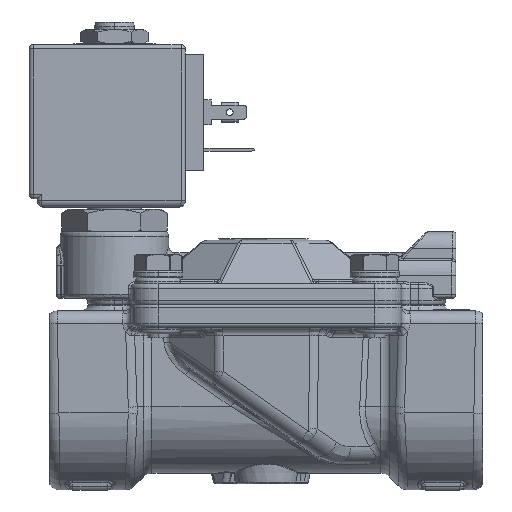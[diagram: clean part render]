
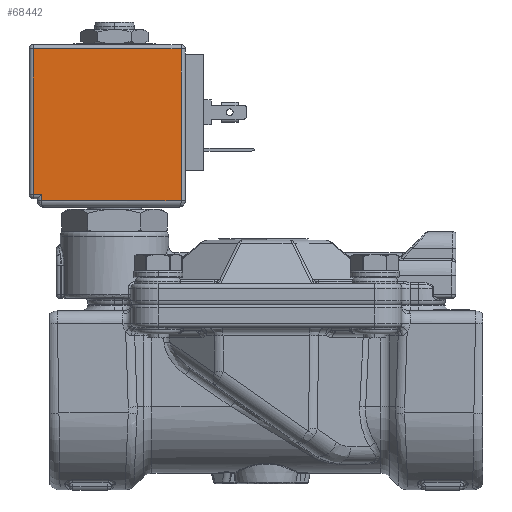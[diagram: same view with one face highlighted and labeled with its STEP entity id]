
A CAD part, front view. The second image highlights one B-rep face of the part: STEP entity #68442.
In plain terms, the highlighted face is planar.
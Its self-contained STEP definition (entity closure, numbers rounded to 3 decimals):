
#65847=DIRECTION('',(0.,-1.,0.));
#65848=VECTOR('',#65847,36.5);
#65849=CARTESIAN_POINT('',(-16.,33.,-15.));
#65850=LINE('',#65849,#65848);
#65854=DIRECTION('',(-1.,0.,0.));
#65855=VECTOR('',#65854,33.5);
#65856=CARTESIAN_POINT('',(17.5,-3.5,
-15.));
#65857=LINE('',#65856,#65855);
#65861=DIRECTION('',(0.,-1.,0.));
#65862=VECTOR('',#65861,1.5);
#65863=CARTESIAN_POINT('',(17.5,-2.,-15.));
#65864=LINE('',#65863,#65862);
#65868=DIRECTION('',(-1.,0.,0.));
#65869=VECTOR('',#65868,2.);
#65870=CARTESIAN_POINT('',(19.5,-2.,-15.));
#65871=LINE('',#65870,#65869);
#65875=DIRECTION('',(0.,-1.,0.));
#65876=VECTOR('',#65875,35.);
#65877=CARTESIAN_POINT('',(19.5,33.,-15.));
#65878=LINE('',#65877,#65876);
#65882=DIRECTION('',(1.,0.,0.));
#65883=VECTOR('',#65882,35.5);
#65884=CARTESIAN_POINT('',(-16.,33.,-15.));
#65885=LINE('',#65884,#65883);
#67938=CARTESIAN_POINT('',(-16.,33.,-15.));
#67939=CARTESIAN_POINT('',(-16.,-3.5,
-15.));
#67940=VERTEX_POINT('',#67938);
#67941=VERTEX_POINT('',#67939);
#67956=CARTESIAN_POINT('',(17.5,-3.5,
-15.));
#67957=VERTEX_POINT('',#67956);
#67984=CARTESIAN_POINT('',(19.5,33.,-15.));
#67985=VERTEX_POINT('',#67984);
#67986=CARTESIAN_POINT('',(19.5,-2.,-15.));
#67987=VERTEX_POINT('',#67986);
#67992=CARTESIAN_POINT('',(17.5,-2.,-15.));
#67993=VERTEX_POINT('',#67992);
#68424=CARTESIAN_POINT('',(0.,34.,-15.));
#68425=DIRECTION('',(0.,0.,1.));
#68426=DIRECTION('',(1.,0.,0.));
#68427=AXIS2_PLACEMENT_3D('',#68424,#68425,#68426);
#68428=PLANE('',#68427);
#68430=ORIENTED_EDGE('',*,*,#68429,.T.);
#68432=ORIENTED_EDGE('',*,*,#68431,.F.);
#68434=ORIENTED_EDGE('',*,*,#68433,.F.);
#68435=ORIENTED_EDGE('',*,*,#68414,.F.);
#68437=ORIENTED_EDGE('',*,*,#68436,.F.);
#68439=ORIENTED_EDGE('',*,*,#68438,.F.);
#68440=EDGE_LOOP('',(#68430,#68432,#68434,#68435,#68437,#68439));
#68441=FACE_OUTER_BOUND('',#68440,.F.);
#68442=ADVANCED_FACE('',(#68441),#68428,.F.);
#68414=EDGE_CURVE('',#67987,#67993,#65871,.T.);
#68429=EDGE_CURVE('',#67940,#67941,#65850,.T.);
#68431=EDGE_CURVE('',#67957,#67941,#65857,.T.);
#68433=EDGE_CURVE('',#67993,#67957,#65864,.T.);
#68436=EDGE_CURVE('',#67985,#67987,#65878,.T.);
#68438=EDGE_CURVE('',#67940,#67985,#65885,.T.);
